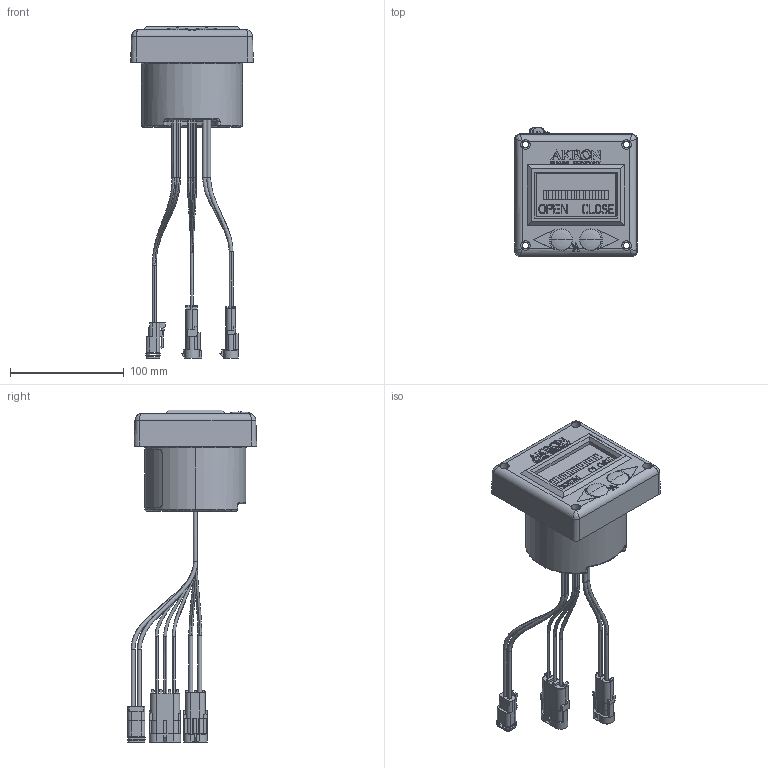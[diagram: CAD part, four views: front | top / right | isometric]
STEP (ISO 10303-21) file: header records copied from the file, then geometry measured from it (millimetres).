
FILE_DESCRIPTION((''),'2;1');
FILE_NAME('9313_01','2012-04-20T',('sobri'),(''),'PRO/ENGINEER BY PARAMETRIC TECHNOLOGY CORPORATION, 2011180','PRO/ENGINEER BY PARAMETRIC TECHNOLOGY CORPORATION, 2011180','');
FILE_SCHEMA(('CONFIG_CONTROL_DESIGN'));
Length unit declared in the file: inch
Products named in the file (1): 9313_01
Bounding box: 107.95 x 113.89 x 292.1 mm (x, y, z)
Surface area: 78421.4 mm2 (no closed solid volume)
Topology: 0 solids, 102 shells, 540 faces, 3248 edges, 2774 vertices
Faces by surface type: plane 337, cylinder 151, bspline 30, torus 10, revolution 6, cone 4, sphere 2
Entity records: 34034 total; most frequent: CARTESIAN_POINT 9779, DIRECTION 4657, ORIENTED_EDGE 4346, EDGE_CURVE 3244, VERTEX_POINT 2776, VECTOR 2533, LINE 2533, AXIS2_PLACEMENT_3D 1059
